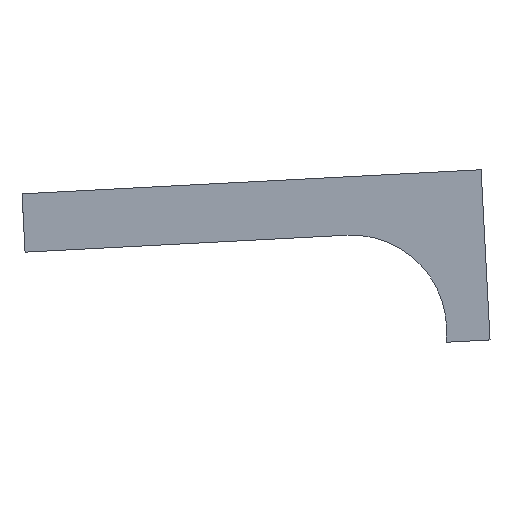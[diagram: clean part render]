
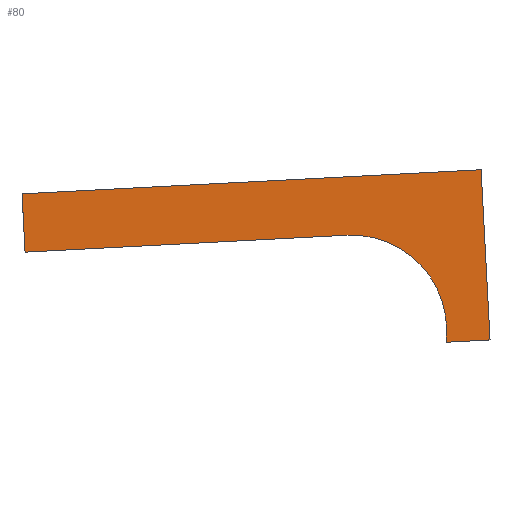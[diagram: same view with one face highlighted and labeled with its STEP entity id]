
A CAD part, top view. The second image highlights one B-rep face of the part: STEP entity #80.
In plain terms, the highlighted planar face has unit normal (0, 0, 1).
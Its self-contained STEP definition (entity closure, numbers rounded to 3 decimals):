
#80 = ADVANCED_FACE( '', ( #109 ), #110, .T. );
#109 = FACE_OUTER_BOUND( '', #154, .T. );
#110 = PLANE( '', #155 );
#154 = EDGE_LOOP( '', ( #490, #491, #492, #493, #494, #495, #496 ) );
#155 = AXIS2_PLACEMENT_3D( '', #497, #498, #499 );
#490 = ORIENTED_EDGE( '', *, *, #587, .T. );
#491 = ORIENTED_EDGE( '', *, *, #577, .T. );
#492 = ORIENTED_EDGE( '', *, *, #589, .T. );
#493 = ORIENTED_EDGE( '', *, *, #590, .T. );
#494 = ORIENTED_EDGE( '', *, *, #591, .T. );
#495 = ORIENTED_EDGE( '', *, *, #592, .T. );
#496 = ORIENTED_EDGE( '', *, *, #593, .F. );
#497 = CARTESIAN_POINT( '', ( 0., 0., -777.6 ) );
#498 = DIRECTION( '', ( 0., 0., 1. ) );
#499 = DIRECTION( '', ( 1., 0., 0. ) );
#577 = EDGE_CURVE( '', #613, #617, #619, .T. );
#587 = EDGE_CURVE( '', #637, #613, #638, .T. );
#589 = EDGE_CURVE( '', #617, #640, #641, .T. );
#590 = EDGE_CURVE( '', #640, #642, #643, .T. );
#591 = EDGE_CURVE( '', #642, #644, #645, .T. );
#592 = EDGE_CURVE( '', #644, #646, #647, .T. );
#593 = EDGE_CURVE( '', #637, #646, #648, .T. );
#613 = VERTEX_POINT( '', #671 );
#617 = VERTEX_POINT( '', #677 );
#619 = LINE( '', #680, #681 );
#637 = VERTEX_POINT( '', #744 );
#638 = LINE( '', #745, #746 );
#640 = VERTEX_POINT( '', #749 );
#641 = LINE( '', #750, #751 );
#642 = VERTEX_POINT( '', #752 );
#643 = LINE( '', #753, #754 );
#644 = VERTEX_POINT( '', #755 );
#645 = LINE( '', #756, #757 );
#646 = VERTEX_POINT( '', #758 );
#647 = B_SPLINE_CURVE_WITH_KNOTS( '', 2, ( #759, #760, #761, #762, #763, #764, #765, #766, #767, #768, #769, #770, #771, #772, #773, #774, #775, #776, #777, #778, #779, #780, #781, #782, #783, #784, #785, #786, #787, #788, #789, #790, #791 ), .UNSPECIFIED., .F., .F., ( 3, 2, 2, 2, 2, 2, 2, 2, 2, 2, 2, 2, 2, 2, 2, 2, 3 ), ( 0., 0.063, 0.125, 0.188, 0.25, 0.313, 0.375, 0.438, 0.5, 0.563, 0.625, 0.688, 0.75, 0.813, 0.875, 0.938, 1. ), .UNSPECIFIED. );
#648 = LINE( '', #792, #793 );
#671 = CARTESIAN_POINT( '', ( 12945.24, 1060.821, -777.6 ) );
#677 = CARTESIAN_POINT( '', ( 12937.439, 1209.664, -777.6 ) );
#680 = CARTESIAN_POINT( '', ( 12941.339, 1135.242, -777.6 ) );
#681 = VECTOR( '', #861, 1000. );
#744 = CARTESIAN_POINT( '', ( 12907.125, 1058.824, -777.6 ) );
#745 = CARTESIAN_POINT( '', ( 12926.182, 1059.822, -777.6 ) );
#746 = VECTOR( '', #873, 1000. );
#749 = CARTESIAN_POINT( '', ( 12535.99, 1188.625, -777.6 ) );
#750 = CARTESIAN_POINT( '', ( 12736.715, 1199.144, -777.6 ) );
#751 = VECTOR( '', #875, 1000. );
#752 = CARTESIAN_POINT( '', ( 12538.663, 1137.614, -777.6 ) );
#753 = CARTESIAN_POINT( '', ( 12537.327, 1163.119, -777.6 ) );
#754 = VECTOR( '', #876, 1000. );
#755 = CARTESIAN_POINT( '', ( 12820.144, 1152.366, -777.6 ) );
#756 = CARTESIAN_POINT( '', ( 12679.404, 1144.99, -777.6 ) );
#757 = VECTOR( '', #877, 1000. );
#758 = CARTESIAN_POINT( '', ( 12907.125, 1069.751, -777.6 ) );
#759 = CARTESIAN_POINT( '', ( 12820.144, 1152.366, -777.6 ) );
#760 = CARTESIAN_POINT( '', ( 12824.334, 1152.586, -777.6 ) );
#761 = CARTESIAN_POINT( '', ( 12828.523, 1152.379, -777.6 ) );
#762 = CARTESIAN_POINT( '', ( 12832.713, 1152.173, -777.6 ) );
#763 = CARTESIAN_POINT( '', ( 12836.861, 1151.544, -777.6 ) );
#764 = CARTESIAN_POINT( '', ( 12841.009, 1150.914, -777.6 ) );
#765 = CARTESIAN_POINT( '', ( 12845.072, 1149.867, -777.6 ) );
#766 = CARTESIAN_POINT( '', ( 12849.135, 1148.82, -777.6 ) );
#767 = CARTESIAN_POINT( '', ( 12853.072, 1147.366, -777.6 ) );
#768 = CARTESIAN_POINT( '', ( 12857.008, 1145.913, -777.6 ) );
#769 = CARTESIAN_POINT( '', ( 12860.777, 1144.068, -777.6 ) );
#770 = CARTESIAN_POINT( '', ( 12864.546, 1142.224, -777.6 ) );
#771 = CARTESIAN_POINT( '', ( 12868.11, 1140.006, -777.6 ) );
#772 = CARTESIAN_POINT( '', ( 12871.672, 1137.789, -777.6 ) );
#773 = CARTESIAN_POINT( '', ( 12874.993, 1135.222, -777.6 ) );
#774 = CARTESIAN_POINT( '', ( 12878.314, 1132.655, -777.6 ) );
#775 = CARTESIAN_POINT( '', ( 12881.358, 1129.764, -777.6 ) );
#776 = CARTESIAN_POINT( '', ( 12884.402, 1126.873, -777.6 ) );
#777 = CARTESIAN_POINT( '', ( 12887.138, 1123.689, -777.6 ) );
#778 = CARTESIAN_POINT( '', ( 12889.874, 1120.504, -777.6 ) );
#779 = CARTESIAN_POINT( '', ( 12892.274, 1117.058, -777.6 ) );
#780 = CARTESIAN_POINT( '', ( 12894.673, 1113.613, -777.6 ) );
#781 = CARTESIAN_POINT( '', ( 12896.713, 1109.942, -777.6 ) );
#782 = CARTESIAN_POINT( '', ( 12898.752, 1106.271, -777.6 ) );
#783 = CARTESIAN_POINT( '', ( 12900.409, 1102.412, -777.6 ) );
#784 = CARTESIAN_POINT( '', ( 12902.066, 1098.553, -777.6 ) );
#785 = CARTESIAN_POINT( '', ( 12903.324, 1094.545, -777.6 ) );
#786 = CARTESIAN_POINT( '', ( 12904.582, 1090.538, -777.6 ) );
#787 = CARTESIAN_POINT( '', ( 12905.429, 1086.424, -777.6 ) );
#788 = CARTESIAN_POINT( '', ( 12906.275, 1082.31, -777.6 ) );
#789 = CARTESIAN_POINT( '', ( 12906.7, 1078.13, -777.6 ) );
#790 = CARTESIAN_POINT( '', ( 12907.125, 1073.952, -777.6 ) );
#791 = CARTESIAN_POINT( '', ( 12907.125, 1069.751, -777.6 ) );
#792 = CARTESIAN_POINT( '', ( 12907.125, 1064.287, -777.6 ) );
#793 = VECTOR( '', #878, 1000. );
#861 = DIRECTION( '', ( -0.052, 0.999, 0. ) );
#873 = DIRECTION( '', ( 0.999, 0.052, 0. ) );
#875 = DIRECTION( '', ( -0.999, -0.052, 0. ) );
#876 = DIRECTION( '', ( 0.052, -0.999, 0. ) );
#877 = DIRECTION( '', ( 0.999, 0.052, 0. ) );
#878 = DIRECTION( '', ( 0., 1., 0. ) );
